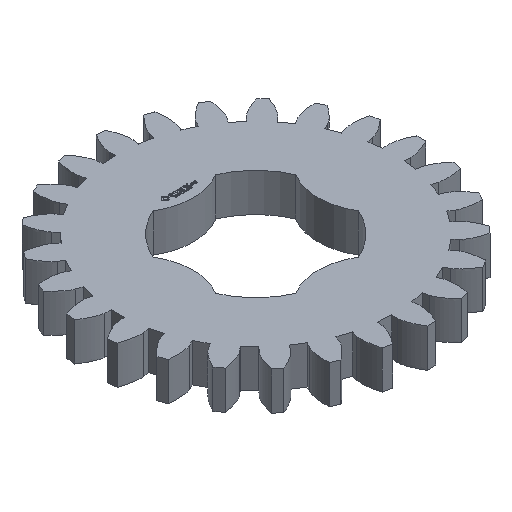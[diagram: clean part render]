
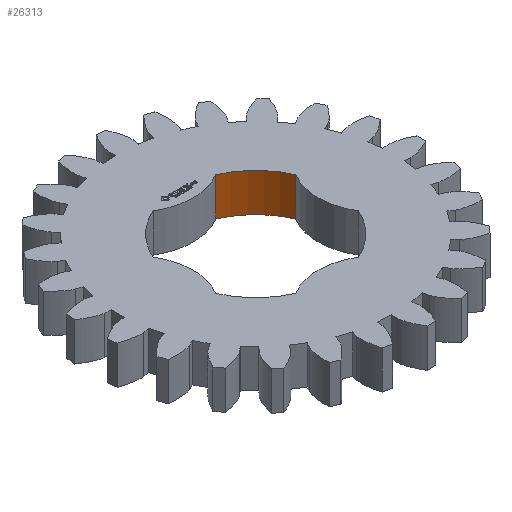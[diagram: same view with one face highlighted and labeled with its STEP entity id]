
A CAD part, isometric view. The second image highlights one B-rep face of the part: STEP entity #26313.
In plain terms, the highlighted cylindrical face has radius 6.35 mm (diameter 12.7 mm), a partial arc.
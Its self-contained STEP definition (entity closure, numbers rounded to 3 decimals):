
#93 = PLANE('',#94);
#94 = AXIS2_PLACEMENT_3D('',#95,#96,#97);
#95 = CARTESIAN_POINT('',(0.,0.,3.125)
  );
#96 = DIRECTION('',(0.,0.,1.));
#97 = DIRECTION('',(1.,0.,0.));
#168 = PLANE('',#169);
#169 = AXIS2_PLACEMENT_3D('',#170,#171,#172);
#170 = CARTESIAN_POINT('',(0.,0.,0.));
#171 = DIRECTION('',(0.,0.,1.));
#172 = DIRECTION('',(1.,0.,0.));
#7364 = VERTEX_POINT('',#7365);
#7365 = CARTESIAN_POINT('',(2.55,5.816,0.));
#7380 = CYLINDRICAL_SURFACE('',#7381,4.9);
#7381 = AXIS2_PLACEMENT_3D('',#7382,#7383,#7384);
#7382 = CARTESIAN_POINT('',(0.,10.,0.));
#7383 = DIRECTION('',(0.,-0.,-1.));
#7384 = DIRECTION('',(0.707,0.707,0.));
#7392 = EDGE_CURVE('',#7393,#7364,#7395,.T.);
#7393 = VERTEX_POINT('',#7394);
#7394 = CARTESIAN_POINT('',(5.816,2.55,0.));
#7395 = SURFACE_CURVE('',#7396,(#7401,#7408),.PCURVE_S1.);
#7396 = CIRCLE('',#7397,6.35);
#7397 = AXIS2_PLACEMENT_3D('',#7398,#7399,#7400);
#7398 = CARTESIAN_POINT('',(0.,0.,0.));
#7399 = DIRECTION('',(0.,-0.,1.));
#7400 = DIRECTION('',(0.707,0.707,0.));
#7401 = PCURVE('',#168,#7402);
#7402 = DEFINITIONAL_REPRESENTATION('',(#7403),#7407);
#7403 = CIRCLE('',#7404,6.35);
#7404 = AXIS2_PLACEMENT_2D('',#7405,#7406);
#7405 = CARTESIAN_POINT('',(0.,0.));
#7406 = DIRECTION('',(0.707,0.707));
#7407 = ( GEOMETRIC_REPRESENTATION_CONTEXT(2) 
PARAMETRIC_REPRESENTATION_CONTEXT() REPRESENTATION_CONTEXT('2D SPACE',''
  ) );
#7408 = PCURVE('',#7409,#7414);
#7409 = CYLINDRICAL_SURFACE('',#7410,6.35);
#7410 = AXIS2_PLACEMENT_3D('',#7411,#7412,#7413);
#7411 = CARTESIAN_POINT('',(0.,0.,0.));
#7412 = DIRECTION('',(0.,-0.,-1.));
#7413 = DIRECTION('',(0.707,0.707,0.));
#7414 = DEFINITIONAL_REPRESENTATION('',(#7415),#7419);
#7415 = LINE('',#7416,#7417);
#7416 = CARTESIAN_POINT('',(-0.,0.));
#7417 = VECTOR('',#7418,1.);
#7418 = DIRECTION('',(-1.,0.));
#7419 = ( GEOMETRIC_REPRESENTATION_CONTEXT(2) 
PARAMETRIC_REPRESENTATION_CONTEXT() REPRESENTATION_CONTEXT('2D SPACE',''
  ) );
#7438 = CYLINDRICAL_SURFACE('',#7439,4.9);
#7439 = AXIS2_PLACEMENT_3D('',#7440,#7441,#7442);
#7440 = CARTESIAN_POINT('',(10.,0.,0.));
#7441 = DIRECTION('',(0.,-0.,-1.));
#7442 = DIRECTION('',(0.707,0.707,0.));
#12610 = VERTEX_POINT('',#12611);
#12611 = CARTESIAN_POINT('',(2.55,5.816,3.125));
#12633 = EDGE_CURVE('',#12634,#12610,#12636,.T.);
#12634 = VERTEX_POINT('',#12635);
#12635 = CARTESIAN_POINT('',(5.816,2.55,3.125));
#12636 = SURFACE_CURVE('',#12637,(#12642,#12649),.PCURVE_S1.);
#12637 = CIRCLE('',#12638,6.35);
#12638 = AXIS2_PLACEMENT_3D('',#12639,#12640,#12641);
#12639 = CARTESIAN_POINT('',(0.,0.,3.125
    ));
#12640 = DIRECTION('',(0.,-0.,1.));
#12641 = DIRECTION('',(0.707,0.707,0.));
#12642 = PCURVE('',#93,#12643);
#12643 = DEFINITIONAL_REPRESENTATION('',(#12644),#12648);
#12644 = CIRCLE('',#12645,6.35);
#12645 = AXIS2_PLACEMENT_2D('',#12646,#12647);
#12646 = CARTESIAN_POINT('',(0.,0.));
#12647 = DIRECTION('',(0.707,0.707));
#12648 = ( GEOMETRIC_REPRESENTATION_CONTEXT(2) 
PARAMETRIC_REPRESENTATION_CONTEXT() REPRESENTATION_CONTEXT('2D SPACE',''
  ) );
#12649 = PCURVE('',#7409,#12650);
#12650 = DEFINITIONAL_REPRESENTATION('',(#12651),#12655);
#12651 = LINE('',#12652,#12653);
#12652 = CARTESIAN_POINT('',(-0.,-3.125));
#12653 = VECTOR('',#12654,1.);
#12654 = DIRECTION('',(-1.,0.));
#12655 = ( GEOMETRIC_REPRESENTATION_CONTEXT(2) 
PARAMETRIC_REPRESENTATION_CONTEXT() REPRESENTATION_CONTEXT('2D SPACE',''
  ) );
#26290 = EDGE_CURVE('',#7393,#12634,#26291,.T.);
#26291 = SURFACE_CURVE('',#26292,(#26296,#26303),.PCURVE_S1.);
#26292 = LINE('',#26293,#26294);
#26293 = CARTESIAN_POINT('',(5.816,2.55,0.));
#26294 = VECTOR('',#26295,1.);
#26295 = DIRECTION('',(0.,0.,1.));
#26296 = PCURVE('',#7438,#26297);
#26297 = DEFINITIONAL_REPRESENTATION('',(#26298),#26302);
#26298 = LINE('',#26299,#26300);
#26299 = CARTESIAN_POINT('',(-1.809,0.));
#26300 = VECTOR('',#26301,1.);
#26301 = DIRECTION('',(-0.,-1.));
#26302 = ( GEOMETRIC_REPRESENTATION_CONTEXT(2) 
PARAMETRIC_REPRESENTATION_CONTEXT() REPRESENTATION_CONTEXT('2D SPACE',''
  ) );
#26303 = PCURVE('',#7409,#26304);
#26304 = DEFINITIONAL_REPRESENTATION('',(#26305),#26309);
#26305 = LINE('',#26306,#26307);
#26306 = CARTESIAN_POINT('',(-5.911,0.));
#26307 = VECTOR('',#26308,1.);
#26308 = DIRECTION('',(-0.,-1.));
#26309 = ( GEOMETRIC_REPRESENTATION_CONTEXT(2) 
PARAMETRIC_REPRESENTATION_CONTEXT() REPRESENTATION_CONTEXT('2D SPACE',''
  ) );
#26313 = ADVANCED_FACE('',(#26314),#7409,.F.);
#26314 = FACE_BOUND('',#26315,.T.);
#26315 = EDGE_LOOP('',(#26316,#26317,#26318,#26339));
#26316 = ORIENTED_EDGE('',*,*,#26290,.T.);
#26317 = ORIENTED_EDGE('',*,*,#12633,.T.);
#26318 = ORIENTED_EDGE('',*,*,#26319,.F.);
#26319 = EDGE_CURVE('',#7364,#12610,#26320,.T.);
#26320 = SURFACE_CURVE('',#26321,(#26325,#26332),.PCURVE_S1.);
#26321 = LINE('',#26322,#26323);
#26322 = CARTESIAN_POINT('',(2.55,5.816,0.));
#26323 = VECTOR('',#26324,1.);
#26324 = DIRECTION('',(0.,0.,1.));
#26325 = PCURVE('',#7409,#26326);
#26326 = DEFINITIONAL_REPRESENTATION('',(#26327),#26331);
#26327 = LINE('',#26328,#26329);
#26328 = CARTESIAN_POINT('',(-6.655,0.));
#26329 = VECTOR('',#26330,1.);
#26330 = DIRECTION('',(-0.,-1.));
#26331 = ( GEOMETRIC_REPRESENTATION_CONTEXT(2) 
PARAMETRIC_REPRESENTATION_CONTEXT() REPRESENTATION_CONTEXT('2D SPACE',''
  ) );
#26332 = PCURVE('',#7380,#26333);
#26333 = DEFINITIONAL_REPRESENTATION('',(#26334),#26338);
#26334 = LINE('',#26335,#26336);
#26335 = CARTESIAN_POINT('',(-4.474,0.));
#26336 = VECTOR('',#26337,1.);
#26337 = DIRECTION('',(-0.,-1.));
#26338 = ( GEOMETRIC_REPRESENTATION_CONTEXT(2) 
PARAMETRIC_REPRESENTATION_CONTEXT() REPRESENTATION_CONTEXT('2D SPACE',''
  ) );
#26339 = ORIENTED_EDGE('',*,*,#7392,.F.);
